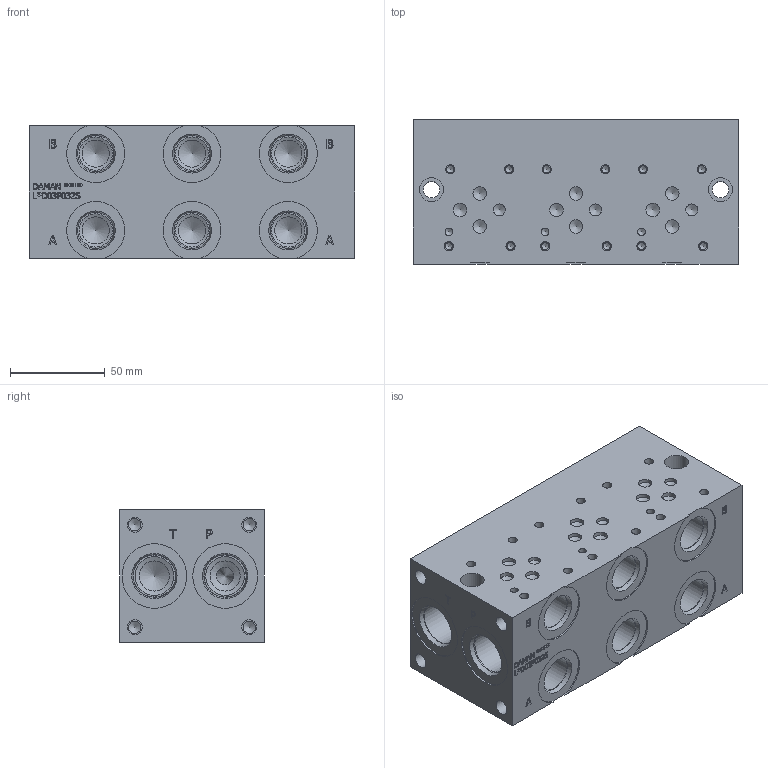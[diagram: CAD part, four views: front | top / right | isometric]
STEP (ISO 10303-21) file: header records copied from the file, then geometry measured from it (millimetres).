
FILE_DESCRIPTION(/* description */ (''),/* implementation_level */ '2;1');
FILE_NAME(/* name */ 'L_D03P032S.stp',/* time_stamp */ '2022-10-27T11:02:26-04:00',/* author */ ('mikeh'),/* organization */ (''),/* preprocessor_version */ 'ST-DEVELOPER v18',/* originating_system */ 'Autodesk Inventor 2020',/* authorisation */ '');
FILE_SCHEMA (('AUTOMOTIVE_DESIGN { 1 0 10303 214 3 1 1 }'));
Length unit declared in the file: millimetre
Products named in the file (1): Part_LAD03P032S_3D
Bounding box: 171.45 x 76.2 x 69.85 mm (x, y, z)
Volume: 811540.2 mm3; surface area: 86921.9 mm2
Topology: 1 solids, 1 shells, 698 faces, 1913 edges, 1295 vertices
Faces by surface type: plane 351, bspline 157, cylinder 112, cone 78
Full cylindrical faces by diameter (mm): 3.785 x12, 3.962 x3, 4.826 x12, 6.35 x3, 6.528 x8, 7.137 x9, 7.925 x8, 8.738 x2, 12.7 x2, 14.3 x6, 15.875 x4, 17.501 x6, 19.05 x6, 19.253 x6, 20.447 x4, 22.225 x3, 22.23 x1, 22.555 x4, 23.901 x3, 34.138 x4
Entity records: 23337 total; most frequent: CARTESIAN_POINT 5903, ORIENTED_EDGE 3736, DIRECTION 3032, EDGE_CURVE 1868, VERTEX_POINT 1295, LINE 1160, VECTOR 1160, AXIS2_PLACEMENT_3D 936
